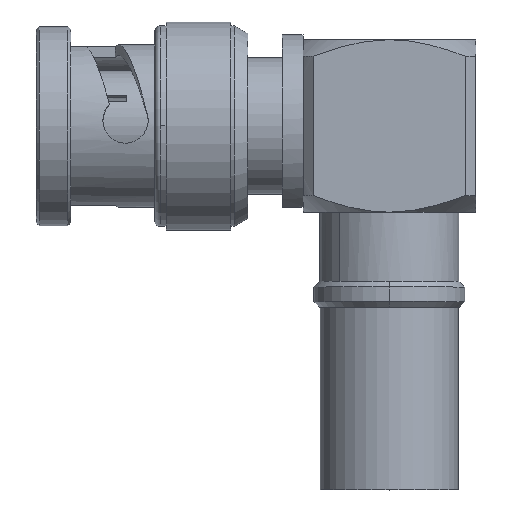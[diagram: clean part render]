
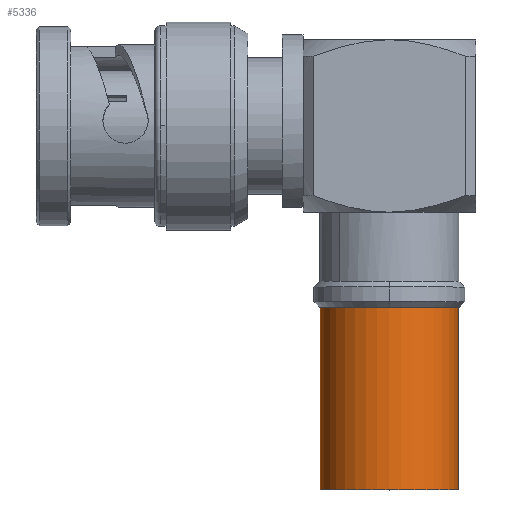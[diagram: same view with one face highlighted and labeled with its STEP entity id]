
A CAD part, top view. The second image highlights one B-rep face of the part: STEP entity #5336.
In plain terms, the highlighted cylindrical face has radius 4.8 mm (diameter 9.6 mm), a partial arc.
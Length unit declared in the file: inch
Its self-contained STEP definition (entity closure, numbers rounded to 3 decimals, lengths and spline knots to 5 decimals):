
#2081=CARTESIAN_POINT('',(0.93504,-0.49606,0.));
#2082=DIRECTION('',(0.,-1.,0.));
#2083=DIRECTION('',(1.,0.,0.));
#2084=AXIS2_PLACEMENT_3D('',#2081,#2082,#2083);
#2100=DIRECTION('',(0.,-1.,0.));
#2101=VECTOR('',#2100,0.5);
#2102=CARTESIAN_POINT('',(1.12402,-0.49606,0.));
#2103=LINE('',#2102,#2101);
#2104=DIRECTION('',(0.,-1.,0.));
#2105=VECTOR('',#2104,0.5);
#2106=CARTESIAN_POINT('',(0.74606,-0.49606,0.));
#2107=LINE('',#2106,#2105);
#2108=CARTESIAN_POINT('',(0.93504,-0.99606,0.));
#2109=DIRECTION('',(0.,1.,0.));
#2110=DIRECTION('',(-1.,0.,0.));
#2111=AXIS2_PLACEMENT_3D('',#2108,#2109,#2110);
#2973=CARTESIAN_POINT('',(0.74606,-0.99606,0.));
#2974=CARTESIAN_POINT('',(1.12402,-0.99606,0.));
#2975=VERTEX_POINT('',#2973);
#2976=VERTEX_POINT('',#2974);
#2977=CARTESIAN_POINT('',(1.12402,-0.49606,0.));
#2978=CARTESIAN_POINT('',(0.74606,-0.49606,0.));
#2979=VERTEX_POINT('',#2977);
#2980=VERTEX_POINT('',#2978);
#5322=CARTESIAN_POINT('',(0.93504,-0.47106,0.));
#5323=DIRECTION('',(0.,-1.,0.));
#5324=DIRECTION('',(-1.,0.,0.));
#5325=AXIS2_PLACEMENT_3D('',#5322,#5323,#5324);
#5326=CYLINDRICAL_SURFACE('',#5325,0.18898);
#5327=ORIENTED_EDGE('',*,*,#5303,.F.);
#5329=ORIENTED_EDGE('',*,*,#5328,.T.);
#5331=ORIENTED_EDGE('',*,*,#5330,.F.);
#5333=ORIENTED_EDGE('',*,*,#5332,.F.);
#5334=EDGE_LOOP('',(#5327,#5329,#5331,#5333));
#5335=FACE_OUTER_BOUND('',#5334,.F.);
#5336=ADVANCED_FACE('',(#5335),#5326,.T.);
#2085=CIRCLE('',#2084,0.18898);
#2112=CIRCLE('',#2111,0.18898);
#5303=EDGE_CURVE('',#2979,#2980,#2085,.T.);
#5328=EDGE_CURVE('',#2979,#2976,#2103,.T.);
#5330=EDGE_CURVE('',#2975,#2976,#2112,.T.);
#5332=EDGE_CURVE('',#2980,#2975,#2107,.T.);
